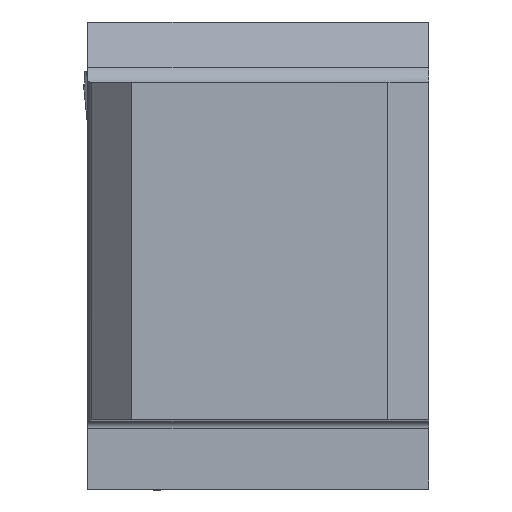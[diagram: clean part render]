
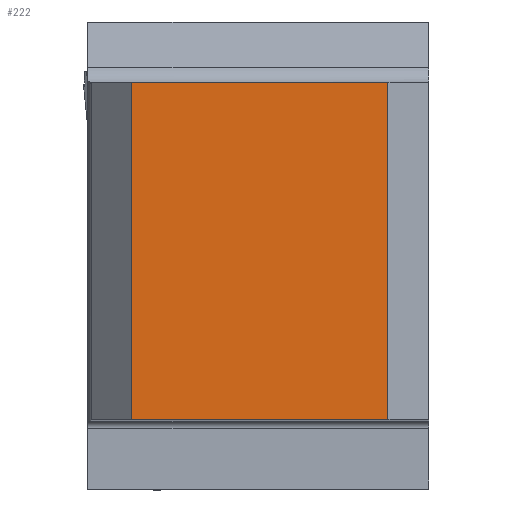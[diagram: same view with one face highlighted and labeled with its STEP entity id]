
A CAD part, top view. The second image highlights one B-rep face of the part: STEP entity #222.
In plain terms, the highlighted planar face has unit normal (0, 0, 1).
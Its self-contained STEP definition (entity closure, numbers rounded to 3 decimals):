
#222=ADVANCED_FACE('CU_BACK_SU1',(#343),#301,.F.);
#301=PLANE('',#1677);
#343=FACE_OUTER_BOUND('',#422,.T.);
#422=EDGE_LOOP('',(#501,#502,#503,#504));
#501=ORIENTED_EDGE('',*,*,#1086,.F.);
#502=ORIENTED_EDGE('',*,*,#1087,.T.);
#503=ORIENTED_EDGE('',*,*,#1088,.T.);
#504=ORIENTED_EDGE('',*,*,#1089,.F.);
#941=VERTEX_POINT('',#2225);
#942=VERTEX_POINT('',#2226);
#943=VERTEX_POINT('',#2228);
#944=VERTEX_POINT('',#2230);
#1086=EDGE_CURVE('',#941,#942,#1306,.T.);
#1087=EDGE_CURVE('',#941,#943,#1307,.T.);
#1088=EDGE_CURVE('',#943,#944,#1308,.T.);
#1089=EDGE_CURVE('',#942,#944,#1309,.T.);
#1306=LINE('',#2224,#1446);
#1307=LINE('',#2227,#1447);
#1308=LINE('',#2229,#1448);
#1309=LINE('',#2231,#1449);
#1446=VECTOR('',#1813,1.);
#1447=VECTOR('',#1814,1.);
#1448=VECTOR('',#1815,1.);
#1449=VECTOR('',#1816,1.);
#1677=AXIS2_PLACEMENT_3D('',#2232,#1817,#1818);
#1813=DIRECTION('',(0.,1.,0.));
#1814=DIRECTION('',(1.,0.,0.));
#1815=DIRECTION('',(0.,1.,0.));
#1816=DIRECTION('',(1.,0.,0.));
#1817=DIRECTION('',(0.,0.,-1.));
#1818=DIRECTION('',(-1.,0.,0.));
#2224=CARTESIAN_POINT('',(-21.925,0.,0.));
#2225=CARTESIAN_POINT('',(-21.925,0.,0.));
#2226=CARTESIAN_POINT('',(-21.925,24.925,0.));
#2227=CARTESIAN_POINT('',(-110.,0.,0.));
#2228=CARTESIAN_POINT('',(-3.,0.,0.));
#2229=CARTESIAN_POINT('',(-3.,0.,0.));
#2230=CARTESIAN_POINT('',(-3.,24.925,0.));
#2231=CARTESIAN_POINT('',(-110.,24.925,0.));
#2232=CARTESIAN_POINT('',(23.246,44.925,0.));
